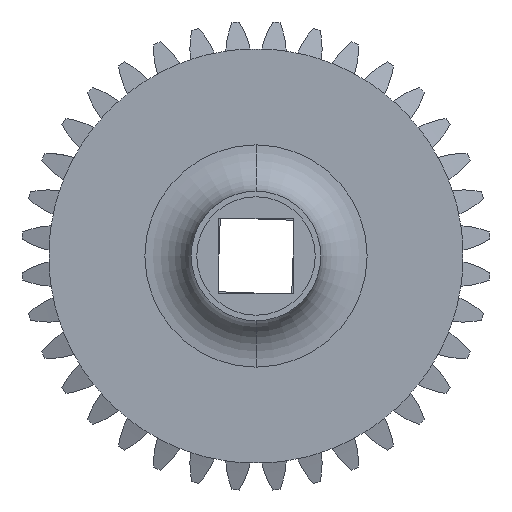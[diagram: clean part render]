
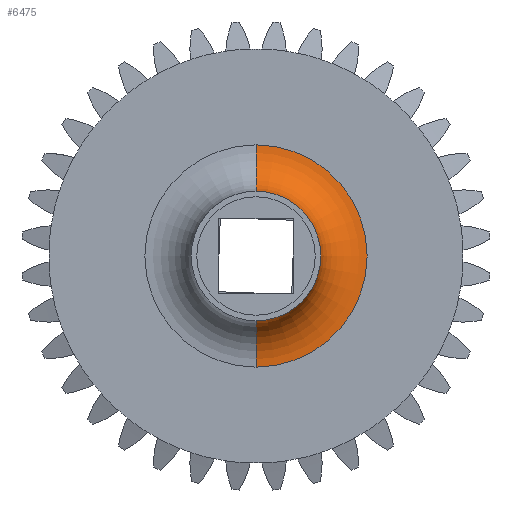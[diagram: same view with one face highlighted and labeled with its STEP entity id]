
A CAD part, left-side view. The second image highlights one B-rep face of the part: STEP entity #6475.
In plain terms, the highlighted toroidal (fillet/blend) face has major radius 9.525 mm and minor radius 3.969 mm.
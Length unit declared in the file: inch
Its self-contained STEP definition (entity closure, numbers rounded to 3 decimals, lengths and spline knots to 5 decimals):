
#647 = TOROIDAL_SURFACE ( 'NONE', #6086, 0.375, 0.15625 ) ;
#741 = DIRECTION ( 'NONE',  ( 0., -1., 0. ) ) ;
#992 = CIRCLE ( 'NONE', #6290, 0.21875 ) ;
#1004 = CARTESIAN_POINT ( 'NONE',  ( 0., 0., -0.375 ) ) ;
#1067 = EDGE_LOOP ( 'NONE', ( #2832, #2047, #4677, #6006 ) ) ;
#1154 = CARTESIAN_POINT ( 'NONE',  ( -0.15625, 0., 0. ) ) ;
#1171 = EDGE_CURVE ( 'NONE', #6489, #6979, #992, .T. ) ;
#1342 = EDGE_CURVE ( 'NONE', #3304, #2769, #5598, .T. ) ;
#1397 = DIRECTION ( 'NONE',  ( 1., 0., 0. ) ) ;
#2047 = ORIENTED_EDGE ( 'NONE', *, *, #4085, .T. ) ;
#2635 = DIRECTION ( 'NONE',  ( 0., 0., -1. ) ) ;
#2769 = VERTEX_POINT ( 'NONE', #1004 ) ;
#2832 = ORIENTED_EDGE ( 'NONE', *, *, #1342, .F. ) ;
#2852 = CARTESIAN_POINT ( 'NONE',  ( -0.15625, 0., 0.375 ) ) ;
#2939 = DIRECTION ( 'NONE',  ( 0., 1., 0. ) ) ;
#2956 = AXIS2_PLACEMENT_3D ( 'NONE', #4042, #1397, #2635 ) ;
#3304 = VERTEX_POINT ( 'NONE', #5495 ) ;
#3421 = DIRECTION ( 'NONE',  ( 0., 0., -1. ) ) ;
#3797 = DIRECTION ( 'NONE',  ( 0., 0., -1. ) ) ;
#3896 = CIRCLE ( 'NONE', #4448, 0.15625 ) ;
#4042 = CARTESIAN_POINT ( 'NONE',  ( 0., 0., 0. ) ) ;
#4085 = EDGE_CURVE ( 'NONE', #3304, #6979, #8136, .T. ) ;
#4448 = AXIS2_PLACEMENT_3D ( 'NONE', #6729, #741, #3421 ) ;
#4487 = CARTESIAN_POINT ( 'NONE',  ( -0.15625, 0., 0.21875 ) ) ;
#4677 = ORIENTED_EDGE ( 'NONE', *, *, #1171, .F. ) ;
#5229 = CARTESIAN_POINT ( 'NONE',  ( -0.15625, 0., -0.21875 ) ) ;
#5495 = CARTESIAN_POINT ( 'NONE',  ( 0., 0., 0.375 ) ) ;
#5575 = CARTESIAN_POINT ( 'NONE',  ( -0.15625, 0., 0. ) ) ;
#5598 = CIRCLE ( 'NONE', #2956, 0.375 ) ;
#6006 = ORIENTED_EDGE ( 'NONE', *, *, #8372, .F. ) ;
#6086 = AXIS2_PLACEMENT_3D ( 'NONE', #1154, #8452, #3797 ) ;
#6290 = AXIS2_PLACEMENT_3D ( 'NONE', #5575, #7680, #6887 ) ;
#6463 = AXIS2_PLACEMENT_3D ( 'NONE', #2852, #2939, #8216 ) ;
#6475 = ADVANCED_FACE ( 'NONE', ( #7062 ), #647, .F. ) ;
#6489 = VERTEX_POINT ( 'NONE', #5229 ) ;
#6729 = CARTESIAN_POINT ( 'NONE',  ( -0.15625, 0., -0.375 ) ) ;
#6887 = DIRECTION ( 'NONE',  ( 0., 0., 1. ) ) ;
#6979 = VERTEX_POINT ( 'NONE', #4487 ) ;
#7062 = FACE_OUTER_BOUND ( 'NONE', #1067, .T. ) ;
#7680 = DIRECTION ( 'NONE',  ( -1., 0., 0. ) ) ;
#8136 = CIRCLE ( 'NONE', #6463, 0.15625 ) ;
#8216 = DIRECTION ( 'NONE',  ( 0., 0., 1. ) ) ;
#8372 = EDGE_CURVE ( 'NONE', #2769, #6489, #3896, .T. ) ;
#8452 = DIRECTION ( 'NONE',  ( 1., 0., 0. ) ) ;
